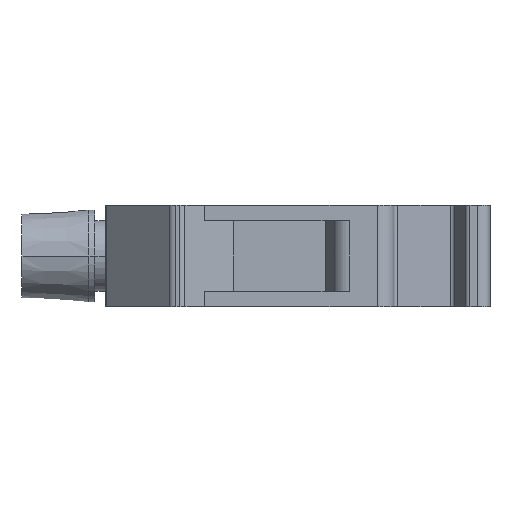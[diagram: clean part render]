
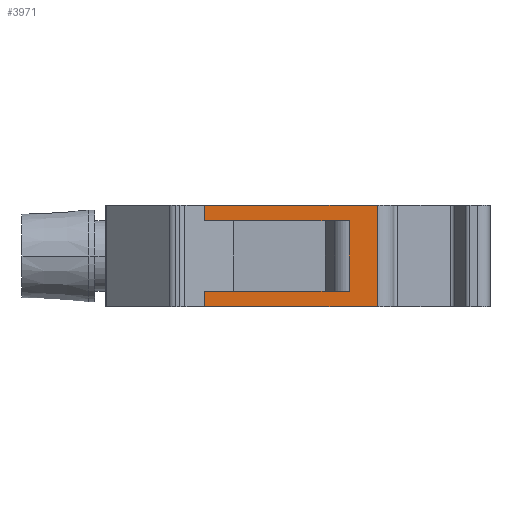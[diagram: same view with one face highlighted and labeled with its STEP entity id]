
A CAD part, left-side view. The second image highlights one B-rep face of the part: STEP entity #3971.
In plain terms, the highlighted planar face has unit normal (-1, 0, 0).
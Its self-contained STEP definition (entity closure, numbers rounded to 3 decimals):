
#900=DIRECTION('',(0.,0.,1.));
#901=VECTOR('',#900,12.2);
#902=CARTESIAN_POINT('',(-19.7,-33.5,-6.1));
#903=LINE('',#902,#901);
#908=DIRECTION('',(0.,1.,0.));
#909=VECTOR('',#908,17.3);
#910=CARTESIAN_POINT('',(-19.7,-30.141,4.2));
#911=LINE('',#910,#909);
#912=DIRECTION('',(0.,1.,0.));
#913=VECTOR('',#912,20.659);
#914=CARTESIAN_POINT('',(-19.7,-33.5,-6.1));
#915=LINE('',#914,#913);
#916=DIRECTION('',(0.,1.,0.));
#917=VECTOR('',#916,17.3);
#918=CARTESIAN_POINT('',(-19.7,-30.141,-4.2));
#919=LINE('',#918,#917);
#937=DIRECTION('',(0.,0.,-1.));
#938=VECTOR('',#937,1.9);
#939=CARTESIAN_POINT('',(-19.7,-12.841,6.1));
#940=LINE('',#939,#938);
#945=DIRECTION('',(0.,0.,-1.));
#946=VECTOR('',#945,1.9);
#947=CARTESIAN_POINT('',(-19.7,-12.841,-4.2));
#948=LINE('',#947,#946);
#962=DIRECTION('',(0.,0.,-1.));
#963=VECTOR('',#962,8.4);
#964=CARTESIAN_POINT('',(-19.7,-30.141,4.2));
#965=LINE('',#964,#963);
#1417=DIRECTION('',(0.,1.,0.));
#1418=VECTOR('',#1417,20.659);
#1419=CARTESIAN_POINT('',(-19.7,-33.5,6.1));
#1420=LINE('',#1419,#1418);
#2000=CARTESIAN_POINT('',(-19.7,-12.841,-6.1));
#2001=VERTEX_POINT('',#2000);
#2002=CARTESIAN_POINT('',(-19.7,-33.5,-6.1));
#2003=VERTEX_POINT('',#2002);
#2266=CARTESIAN_POINT('',(-19.7,-30.141,-4.2));
#2267=CARTESIAN_POINT('',(-19.7,-12.841,-4.2));
#2268=VERTEX_POINT('',#2266);
#2269=VERTEX_POINT('',#2267);
#2280=CARTESIAN_POINT('',(-19.7,-30.141,4.2));
#2281=VERTEX_POINT('',#2280);
#2282=CARTESIAN_POINT('',(-19.7,-12.841,4.2));
#2283=VERTEX_POINT('',#2282);
#2284=CARTESIAN_POINT('',(-19.7,-12.841,6.1));
#2285=VERTEX_POINT('',#2284);
#2286=CARTESIAN_POINT('',(-19.7,-33.5,6.1));
#2287=VERTEX_POINT('',#2286);
#3950=CARTESIAN_POINT('',(-19.7,-12.841,-6.1));
#3951=DIRECTION('',(-1.,0.,0.));
#3952=DIRECTION('',(0.,-1.,0.));
#3953=AXIS2_PLACEMENT_3D('',#3950,#3951,#3952);
#3954=PLANE('',#3953);
#3956=ORIENTED_EDGE('',*,*,#3955,.F.);
#3958=ORIENTED_EDGE('',*,*,#3957,.F.);
#3960=ORIENTED_EDGE('',*,*,#3959,.T.);
#3962=ORIENTED_EDGE('',*,*,#3961,.F.);
#3964=ORIENTED_EDGE('',*,*,#3963,.F.);
#3965=ORIENTED_EDGE('',*,*,#3942,.F.);
#3966=ORIENTED_EDGE('',*,*,#2607,.T.);
#3968=ORIENTED_EDGE('',*,*,#3967,.F.);
#3969=EDGE_LOOP('',(#3956,#3958,#3960,#3962,#3964,#3965,#3966,#3968));
#3970=FACE_OUTER_BOUND('',#3969,.F.);
#2607=EDGE_CURVE('',#2003,#2001,#915,.T.);
#3942=EDGE_CURVE('',#2003,#2287,#903,.T.);
#3955=EDGE_CURVE('',#2268,#2269,#919,.T.);
#3957=EDGE_CURVE('',#2281,#2268,#965,.T.);
#3959=EDGE_CURVE('',#2281,#2283,#911,.T.);
#3961=EDGE_CURVE('',#2285,#2283,#940,.T.);
#3963=EDGE_CURVE('',#2287,#2285,#1420,.T.);
#3967=EDGE_CURVE('',#2269,#2001,#948,.T.);
#3971=ADVANCED_FACE('',(#3970),#3954,.T.);
